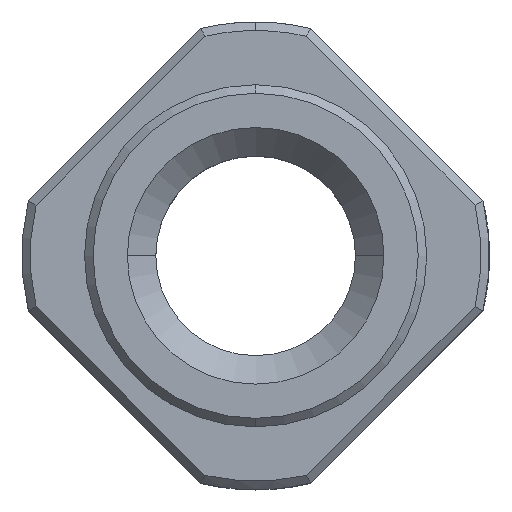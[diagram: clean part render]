
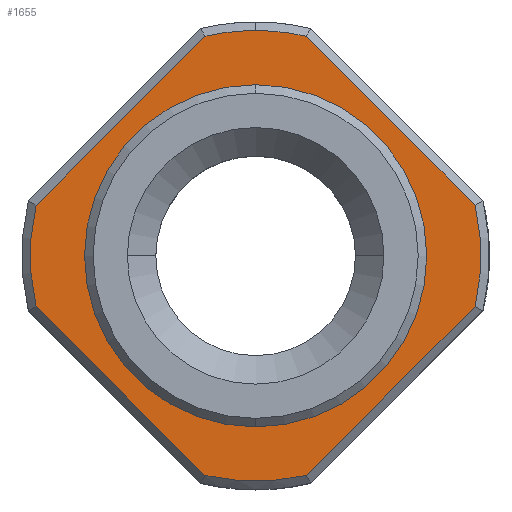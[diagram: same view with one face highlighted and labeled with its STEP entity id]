
A CAD part, top view. The second image highlights one B-rep face of the part: STEP entity #1655.
In plain terms, the highlighted planar face has unit normal (0, 0, 1).
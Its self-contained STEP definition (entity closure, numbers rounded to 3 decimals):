
#14 = EDGE_LOOP ( 'NONE', ( #1350, #1351 ) ) ;
#16 = EDGE_LOOP ( 'NONE', ( #1352, #1353, #1354, #1355, #1356, #1357, #1358, #1359, #1360 ) ) ;
#65 = EDGE_CURVE ( 'NONE', #173, #170, #1428, .T. ) ;
#68 = EDGE_CURVE ( 'NONE', #112, #125, #1434, .T. ) ;
#82 = EDGE_CURVE ( 'NONE', #170, #173, #1451, .T. ) ;
#89 = EDGE_CURVE ( 'NONE', #146, #145, #1460, .T. ) ;
#90 = EDGE_CURVE ( 'NONE', #147, #146, #1459, .T. ) ;
#91 = EDGE_CURVE ( 'NONE', #143, #144, #1462, .T. ) ;
#92 = EDGE_CURVE ( 'NONE', #145, #143, #1461, .T. ) ;
#93 = EDGE_CURVE ( 'NONE', #125, #147, #1466, .T. ) ;
#94 = EDGE_CURVE ( 'NONE', #144, #149, #1465, .T. ) ;
#95 = EDGE_CURVE ( 'NONE', #148, #112, #1464, .T. ) ;
#97 = EDGE_CURVE ( 'NONE', #149, #148, #1469, .T. ) ;
#112 = VERTEX_POINT ( 'NONE', #464 ) ;
#125 = VERTEX_POINT ( 'NONE', #474 ) ;
#143 = VERTEX_POINT ( 'NONE', #491 ) ;
#144 = VERTEX_POINT ( 'NONE', #492 ) ;
#145 = VERTEX_POINT ( 'NONE', #493 ) ;
#146 = VERTEX_POINT ( 'NONE', #494 ) ;
#147 = VERTEX_POINT ( 'NONE', #495 ) ;
#148 = VERTEX_POINT ( 'NONE', #496 ) ;
#149 = VERTEX_POINT ( 'NONE', #497 ) ;
#170 = VERTEX_POINT ( 'NONE', #518 ) ;
#173 = VERTEX_POINT ( 'NONE', #521 ) ;
#345 = CARTESIAN_POINT ( 'NONE',  ( 0., 0., 6. ) ) ;
#346 = DIRECTION ( 'NONE',  ( 0., 0., 1. ) ) ;
#347 = DIRECTION ( 'NONE',  ( 0., -1., 0. ) ) ;
#352 = CARTESIAN_POINT ( 'NONE',  ( 0., 0., 6. ) ) ;
#354 = DIRECTION ( 'NONE',  ( 0., 0., -1. ) ) ;
#355 = DIRECTION ( 'NONE',  ( 0., 1., 0. ) ) ;
#411 = CARTESIAN_POINT ( 'NONE',  ( 0., 0., 6. ) ) ;
#413 = DIRECTION ( 'NONE',  ( 0., 0., 1. ) ) ;
#414 = DIRECTION ( 'NONE',  ( 0., -1., 0. ) ) ;
#423 = CARTESIAN_POINT ( 'NONE',  ( 0., 0., 6. ) ) ;
#428 = CARTESIAN_POINT ( 'NONE',  ( 1.778, 7.697, 6. ) ) ;
#431 = DIRECTION ( 'NONE',  ( 0., 0., -1. ) ) ;
#432 = DIRECTION ( 'NONE',  ( 0., 1., 0. ) ) ;
#433 = CARTESIAN_POINT ( 'NONE',  ( 7.697, -1.778, 6. ) ) ;
#434 = DIRECTION ( 'NONE',  ( 0.707, -0.707, 0. ) ) ;
#435 = CARTESIAN_POINT ( 'NONE',  ( 0., 0., 6. ) ) ;
#436 = DIRECTION ( 'NONE',  ( 0., 0., -1. ) ) ;
#437 = DIRECTION ( 'NONE',  ( 0., 1., 0. ) ) ;
#438 = CARTESIAN_POINT ( 'NONE',  ( -1.778, -7.697, 6. ) ) ;
#439 = DIRECTION ( 'NONE',  ( -0.707, -0.707, 0. ) ) ;
#440 = CARTESIAN_POINT ( 'NONE',  ( 0., 0., 6. ) ) ;
#441 = DIRECTION ( 'NONE',  ( 0., 0., -1. ) ) ;
#442 = DIRECTION ( 'NONE',  ( 0., 1., 0. ) ) ;
#443 = CARTESIAN_POINT ( 'NONE',  ( -7.697, 1.778, 6. ) ) ;
#444 = CARTESIAN_POINT ( 'NONE',  ( 0., 0., 6. ) ) ;
#445 = DIRECTION ( 'NONE',  ( -0.707, 0.707, 0. ) ) ;
#447 = DIRECTION ( 'NONE',  ( 0.707, 0.707, 0. ) ) ;
#453 = DIRECTION ( 'NONE',  ( 0., 0., -1. ) ) ;
#454 = DIRECTION ( 'NONE',  ( 0., 1., 0. ) ) ;
#464 = CARTESIAN_POINT ( 'NONE',  ( -1.778, 7.697, 6. ) ) ;
#474 = CARTESIAN_POINT ( 'NONE',  ( 0., 7.9, 6. ) ) ;
#491 = CARTESIAN_POINT ( 'NONE',  ( 1.778, -7.697, 6. ) ) ;
#492 = CARTESIAN_POINT ( 'NONE',  ( -1.778, -7.697, 6. ) ) ;
#493 = CARTESIAN_POINT ( 'NONE',  ( 7.697, -1.778, 6. ) ) ;
#494 = CARTESIAN_POINT ( 'NONE',  ( 7.697, 1.778, 6. ) ) ;
#495 = CARTESIAN_POINT ( 'NONE',  ( 1.778, 7.697, 6. ) ) ;
#496 = CARTESIAN_POINT ( 'NONE',  ( -7.697, 1.778, 6. ) ) ;
#497 = CARTESIAN_POINT ( 'NONE',  ( -7.697, -1.778, 6. ) ) ;
#518 = CARTESIAN_POINT ( 'NONE',  ( 0., -6., 6. ) ) ;
#521 = CARTESIAN_POINT ( 'NONE',  ( 0., 6., 6. ) ) ;
#1350 = ORIENTED_EDGE ( 'NONE', *, *, #82, .F. ) ;
#1351 = ORIENTED_EDGE ( 'NONE', *, *, #65, .F. ) ;
#1352 = ORIENTED_EDGE ( 'NONE', *, *, #91, .F. ) ;
#1353 = ORIENTED_EDGE ( 'NONE', *, *, #92, .F. ) ;
#1354 = ORIENTED_EDGE ( 'NONE', *, *, #89, .F. ) ;
#1355 = ORIENTED_EDGE ( 'NONE', *, *, #90, .F. ) ;
#1356 = ORIENTED_EDGE ( 'NONE', *, *, #93, .F. ) ;
#1357 = ORIENTED_EDGE ( 'NONE', *, *, #68, .F. ) ;
#1358 = ORIENTED_EDGE ( 'NONE', *, *, #95, .F. ) ;
#1359 = ORIENTED_EDGE ( 'NONE', *, *, #97, .F. ) ;
#1360 = ORIENTED_EDGE ( 'NONE', *, *, #94, .F. ) ;
#1428 = CIRCLE ( 'NONE', #1552, 6. ) ;
#1434 = CIRCLE ( 'NONE', #1553, 7.9 ) ;
#1451 = CIRCLE ( 'NONE', #1558, 6. ) ;
#1454 = VECTOR ( 'NONE', #434, 1000. ) ;
#1455 = VECTOR ( 'NONE', #445, 1000. ) ;
#1457 = VECTOR ( 'NONE', #439, 1000. ) ;
#1459 = LINE ( 'NONE', #428, #1454 ) ;
#1460 = CIRCLE ( 'NONE', #1557, 7.9 ) ;
#1461 = LINE ( 'NONE', #433, #1457 ) ;
#1462 = CIRCLE ( 'NONE', #1562, 7.9 ) ;
#1464 = LINE ( 'NONE', #443, #1467 ) ;
#1465 = LINE ( 'NONE', #438, #1455 ) ;
#1466 = CIRCLE ( 'NONE', #1560, 7.9 ) ;
#1467 = VECTOR ( 'NONE', #447, 1000. ) ;
#1469 = CIRCLE ( 'NONE', #1563, 7.9 ) ;
#1552 = AXIS2_PLACEMENT_3D ( 'NONE', #345, #346, #347 ) ;
#1553 = AXIS2_PLACEMENT_3D ( 'NONE', #352, #354, #355 ) ;
#1557 = AXIS2_PLACEMENT_3D ( 'NONE', #423, #431, #432 ) ;
#1558 = AXIS2_PLACEMENT_3D ( 'NONE', #411, #413, #414 ) ;
#1560 = AXIS2_PLACEMENT_3D ( 'NONE', #440, #441, #442 ) ;
#1562 = AXIS2_PLACEMENT_3D ( 'NONE', #435, #436, #437 ) ;
#1563 = AXIS2_PLACEMENT_3D ( 'NONE', #444, #453, #454 ) ;
#1623 = AXIS2_PLACEMENT_3D ( 'NONE', #1933, #1934, #1932 ) ;
#1655 = ADVANCED_FACE ( 'NONE', ( #1804, #1800 ), #1931, .F. ) ;
#1800 = FACE_OUTER_BOUND ( 'NONE', #16, .T. ) ;
#1804 = FACE_BOUND ( 'NONE', #14, .T. ) ;
#1931 = PLANE ( 'NONE',  #1623 ) ;
#1932 = DIRECTION ( 'NONE',  ( 0., 1., 0. ) ) ;
#1933 = CARTESIAN_POINT ( 'NONE',  ( 0., 8.2, 6. ) ) ;
#1934 = DIRECTION ( 'NONE',  ( 0., 0., -1. ) ) ;
